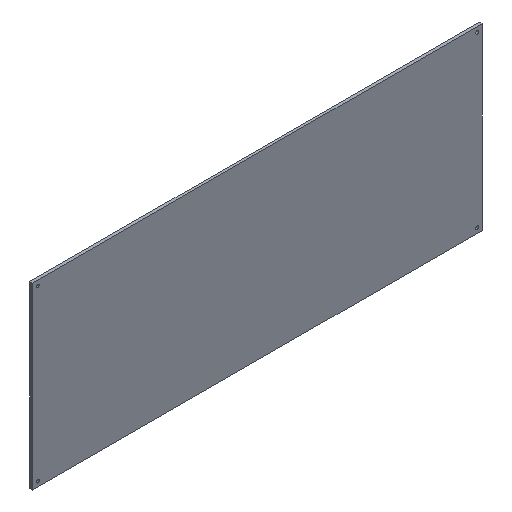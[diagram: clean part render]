
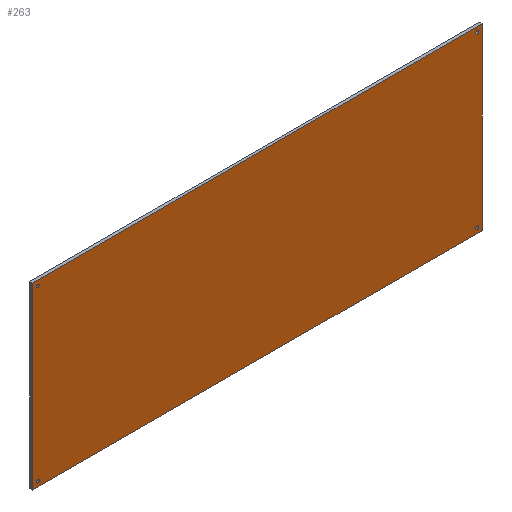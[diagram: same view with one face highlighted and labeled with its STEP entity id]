
A CAD part, isometric view. The second image highlights one B-rep face of the part: STEP entity #263.
In plain terms, the highlighted free-form (B-spline) face has degree [1, 1] with [2, 2] control points.
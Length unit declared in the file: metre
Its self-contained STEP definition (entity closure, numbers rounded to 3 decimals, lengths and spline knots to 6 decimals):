
#12=LINE('',#416,#24);
#16=LINE('',#428,#28);
#19=LINE('',#437,#31);
#22=LINE('',#476,#34);
#24=VECTOR('',#311,1.);
#28=VECTOR('',#315,1.);
#31=VECTOR('',#318,1.);
#34=VECTOR('',#333,1.);
#41=B_SPLINE_SURFACE_WITH_KNOTS('',1,1,((#492,#493),(#494,#495)),.PLANE_SURF.,.F.,.F.,.F.,(2,2),(2,2),(0.,1.),(0.,1.),.UNSPECIFIED.);
#110=ORIENTED_EDGE('',*,*,#138,.T.);
#111=ORIENTED_EDGE('',*,*,#154,.T.);
#112=ORIENTED_EDGE('',*,*,#145,.F.);
#113=ORIENTED_EDGE('',*,*,#142,.F.);
#114=ORIENTED_EDGE('',*,*,#128,.T.);
#115=ORIENTED_EDGE('',*,*,#153,.T.);
#116=ORIENTED_EDGE('',*,*,#132,.T.);
#117=ORIENTED_EDGE('',*,*,#151,.T.);
#118=ORIENTED_EDGE('',*,*,#136,.T.);
#119=ORIENTED_EDGE('',*,*,#149,.T.);
#120=ORIENTED_EDGE('',*,*,#124,.T.);
#121=ORIENTED_EDGE('',*,*,#157,.T.);
#124=EDGE_CURVE('',#161,#160,#183,.T.);
#128=EDGE_CURVE('',#165,#164,#185,.T.);
#132=EDGE_CURVE('',#169,#168,#187,.T.);
#136=EDGE_CURVE('',#173,#172,#189,.T.);
#138=EDGE_CURVE('',#174,#175,#12,.T.);
#142=EDGE_CURVE('',#174,#178,#16,.T.);
#145=EDGE_CURVE('',#178,#180,#19,.T.);
#149=EDGE_CURVE('',#172,#173,#191,.T.);
#151=EDGE_CURVE('',#168,#169,#193,.T.);
#153=EDGE_CURVE('',#164,#165,#195,.T.);
#154=EDGE_CURVE('',#175,#180,#22,.T.);
#157=EDGE_CURVE('',#160,#161,#197,.T.);
#160=VERTEX_POINT('',#353);
#161=VERTEX_POINT('',#355);
#164=VERTEX_POINT('',#371);
#165=VERTEX_POINT('',#373);
#168=VERTEX_POINT('',#389);
#169=VERTEX_POINT('',#391);
#172=VERTEX_POINT('',#407);
#173=VERTEX_POINT('',#409);
#174=VERTEX_POINT('',#417);
#175=VERTEX_POINT('',#418);
#178=VERTEX_POINT('',#429);
#180=VERTEX_POINT('',#438);
#183=CIRCLE('',#278,0.0025);
#185=CIRCLE('',#280,0.0025);
#187=CIRCLE('',#282,0.0025);
#189=CIRCLE('',#284,0.0025);
#191=CIRCLE('',#286,0.0025);
#193=CIRCLE('',#288,0.0025);
#195=CIRCLE('',#290,0.0025);
#197=CIRCLE('',#292,0.0025);
#215=EDGE_LOOP('',(#110,#111,#112,#113));
#216=EDGE_LOOP('',(#114,#115));
#217=EDGE_LOOP('',(#116,#117));
#218=EDGE_LOOP('',(#118,#119));
#219=EDGE_LOOP('',(#120,#121));
#237=FACE_BOUND('',#215,.T.);
#238=FACE_BOUND('',#216,.T.);
#239=FACE_BOUND('',#217,.T.);
#240=FACE_BOUND('',#218,.T.);
#241=FACE_BOUND('',#219,.T.);
#263=ADVANCED_FACE('',(#237,#238,#239,#240,#241),#41,.F.);
#278=AXIS2_PLACEMENT_3D('',#354,#297,#298);
#280=AXIS2_PLACEMENT_3D('',#372,#301,#302);
#282=AXIS2_PLACEMENT_3D('',#390,#305,#306);
#284=AXIS2_PLACEMENT_3D('',#408,#309,#310);
#286=AXIS2_PLACEMENT_3D('',#451,#323,#324);
#288=AXIS2_PLACEMENT_3D('',#461,#327,#328);
#290=AXIS2_PLACEMENT_3D('',#471,#331,#332);
#292=AXIS2_PLACEMENT_3D('',#487,#337,#338);
#297=DIRECTION('',(0.,1.,0.));
#298=DIRECTION('',(0.,0.,1.));
#301=DIRECTION('',(0.,1.,0.));
#302=DIRECTION('',(0.,0.,1.));
#305=DIRECTION('',(0.,1.,0.));
#306=DIRECTION('',(0.,0.,1.));
#309=DIRECTION('',(0.,1.,0.));
#310=DIRECTION('',(0.,0.,1.));
#311=DIRECTION('',(-1.,0.,0.));
#315=DIRECTION('',(0.,0.,-1.));
#318=DIRECTION('',(-1.,0.,0.));
#323=DIRECTION('',(0.,1.,0.));
#324=DIRECTION('',(0.,0.,1.));
#327=DIRECTION('',(0.,1.,0.));
#328=DIRECTION('',(0.,0.,1.));
#331=DIRECTION('',(0.,1.,0.));
#332=DIRECTION('',(0.,0.,1.));
#333=DIRECTION('',(0.,0.,-1.));
#337=DIRECTION('',(0.,1.,0.));
#338=DIRECTION('',(0.,0.,1.));
#353=CARTESIAN_POINT('',(0.39,0.015,-0.1475));
#354=CARTESIAN_POINT('',(0.39,0.015,-0.15));
#355=CARTESIAN_POINT('',(0.39,0.015,-0.1525));
#371=CARTESIAN_POINT('',(0.39,0.015,0.1525));
#372=CARTESIAN_POINT('',(0.39,0.015,0.15));
#373=CARTESIAN_POINT('',(0.39,0.015,0.1475));
#389=CARTESIAN_POINT('',(-0.39,0.015,-0.1475));
#390=CARTESIAN_POINT('',(-0.39,0.015,-0.15));
#391=CARTESIAN_POINT('',(-0.39,0.015,-0.1525));
#407=CARTESIAN_POINT('',(-0.39,0.015,0.1525));
#408=CARTESIAN_POINT('',(-0.39,0.015,0.15));
#409=CARTESIAN_POINT('',(-0.39,0.015,0.1475));
#416=CARTESIAN_POINT('',(0.,0.015,0.159));
#417=CARTESIAN_POINT('',(0.399,0.015,0.159));
#418=CARTESIAN_POINT('',(-0.399,0.015,0.159));
#428=CARTESIAN_POINT('',(0.399,0.015,0.));
#429=CARTESIAN_POINT('',(0.399,0.015,-0.159));
#437=CARTESIAN_POINT('',(0.,0.015,-0.159));
#438=CARTESIAN_POINT('',(-0.399,0.015,-0.159));
#451=CARTESIAN_POINT('',(-0.39,0.015,0.15));
#461=CARTESIAN_POINT('',(-0.39,0.015,-0.15));
#471=CARTESIAN_POINT('',(0.39,0.015,0.15));
#476=CARTESIAN_POINT('',(-0.399,0.015,0.));
#487=CARTESIAN_POINT('',(0.39,0.015,-0.15));
#492=CARTESIAN_POINT('',(0.4389,0.015,-0.1749));
#493=CARTESIAN_POINT('',(0.4389,0.015,0.1749));
#494=CARTESIAN_POINT('',(-0.4389,0.015,-0.1749));
#495=CARTESIAN_POINT('',(-0.4389,0.015,0.1749));
